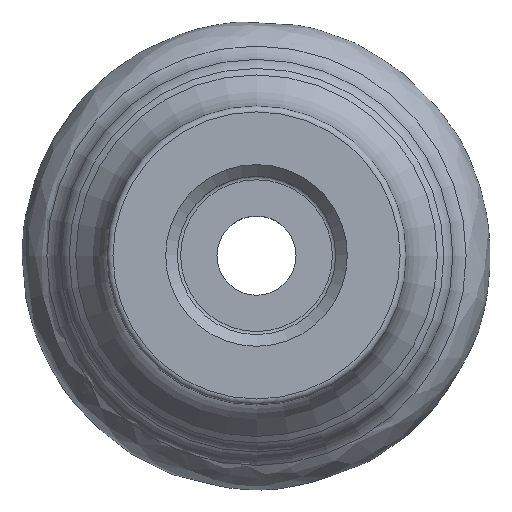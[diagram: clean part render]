
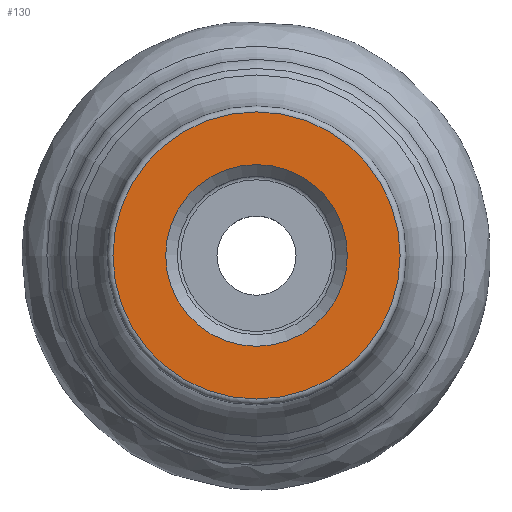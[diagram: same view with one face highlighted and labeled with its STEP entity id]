
A CAD part, top view. The second image highlights one B-rep face of the part: STEP entity #130.
In plain terms, the highlighted conical face has half-angle 89.977 degrees and reference radius 24.5 mm.
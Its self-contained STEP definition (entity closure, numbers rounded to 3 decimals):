
#124=CONICAL_SURFACE('',#514,24.5,89.977);
#130=ADVANCED_FACE('',(#163,#164),#124,.F.);
#163=FACE_BOUND('',#218,.T.);
#164=FACE_BOUND('',#219,.T.);
#218=EDGE_LOOP('',(#272));
#219=EDGE_LOOP('',(#273));
#272=ORIENTED_EDGE('',*,*,#354,.T.);
#273=ORIENTED_EDGE('',*,*,#355,.T.);
#326=VERTEX_POINT('',#725);
#327=VERTEX_POINT('',#727);
#354=EDGE_CURVE('',#326,#326,#381,.T.);
#355=EDGE_CURVE('',#327,#327,#382,.T.);
#381=CIRCLE('',#512,15.502);
#382=CIRCLE('',#513,24.5);
#512=AXIS2_PLACEMENT_3D('',#724,#590,#591);
#513=AXIS2_PLACEMENT_3D('',#726,#592,#593);
#514=AXIS2_PLACEMENT_3D('',#728,#594,#595);
#590=DIRECTION('',(0.,0.,-1.));
#591=DIRECTION('',(-1.,0.,0.));
#592=DIRECTION('',(0.,0.,1.));
#593=DIRECTION('',(1.,0.,0.));
#594=DIRECTION('',(0.,0.,1.));
#595=DIRECTION('',(1.,0.,0.));
#724=CARTESIAN_POINT('',(0.,0.,0.006));
#725=CARTESIAN_POINT('',(-15.502,0.,0.006));
#726=CARTESIAN_POINT('',(0.,0.,0.01));
#727=CARTESIAN_POINT('',(24.5,0.,0.01));
#728=CARTESIAN_POINT('',(0.,0.,0.01));
